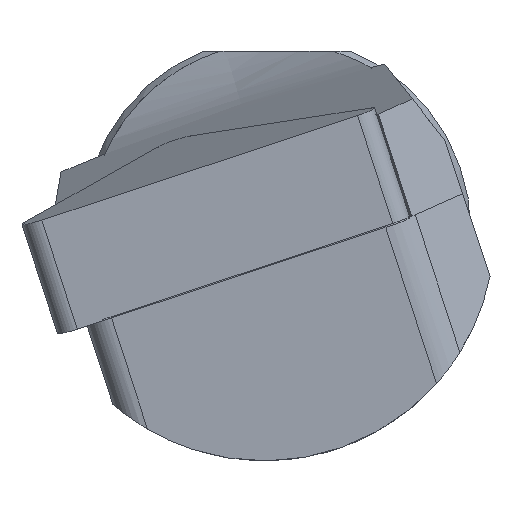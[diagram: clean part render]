
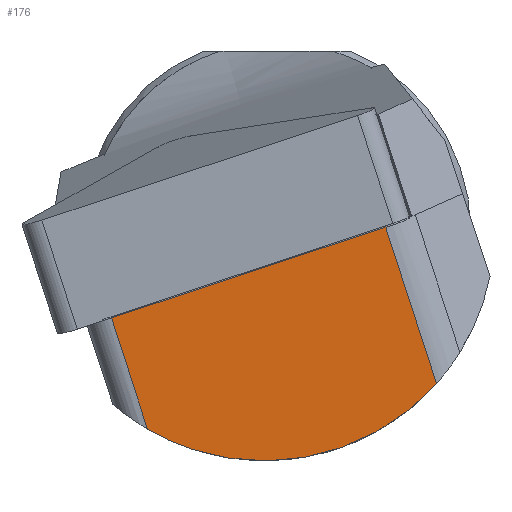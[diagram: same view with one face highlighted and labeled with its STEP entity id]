
A CAD part, left-side view. The second image highlights one B-rep face of the part: STEP entity #176.
In plain terms, the highlighted planar face has unit normal (-0.993, -0.08, -0.084).
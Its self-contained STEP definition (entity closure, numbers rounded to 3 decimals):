
#114=ELLIPSE('',#779,9.564,9.5);
#176=ADVANCED_FACE('',(#234),#202,.T.);
#202=PLANE('',#780);
#234=FACE_OUTER_BOUND('',#274,.T.);
#274=EDGE_LOOP('',(#476,#477,#478,#479));
#310=LINE('',#1419,#351);
#311=LINE('',#1421,#352);
#312=LINE('',#1425,#353);
#351=VECTOR('',#897,1.);
#352=VECTOR('',#900,1.);
#353=VECTOR('',#903,1.);
#476=ORIENTED_EDGE('',*,*,#689,.F.);
#477=ORIENTED_EDGE('',*,*,#688,.F.);
#478=ORIENTED_EDGE('',*,*,#690,.F.);
#479=ORIENTED_EDGE('',*,*,#691,.T.);
#607=VERTEX_POINT('',#1398);
#608=VERTEX_POINT('',#1418);
#609=VERTEX_POINT('',#1422);
#610=VERTEX_POINT('',#1424);
#688=EDGE_CURVE('',#608,#607,#310,.T.);
#689=EDGE_CURVE('',#607,#609,#311,.T.);
#690=EDGE_CURVE('',#610,#608,#114,.T.);
#691=EDGE_CURVE('',#610,#609,#312,.T.);
#779=AXIS2_PLACEMENT_3D('',#1423,#901,#902);
#780=AXIS2_PLACEMENT_3D('',#1426,#904,#905);
#897=DIRECTION('',(-0.105,0.307,0.946));
#900=DIRECTION('',(0.05,-0.948,0.314));
#901=DIRECTION('',(0.993,0.08,0.084));
#902=DIRECTION('',(-0.116,0.685,0.72));
#903=DIRECTION('',(-0.105,0.307,0.946));
#904=DIRECTION('',(-0.993,-0.08,-0.084));
#905=DIRECTION('',(-0.084,0.,0.996));
#1398=CARTESIAN_POINT('',(1.138,6.836,-3.554));
#1418=CARTESIAN_POINT('',(1.65,5.33,-8.189));
#1419=CARTESIAN_POINT('',(-20.827,71.415,195.2));
#1421=CARTESIAN_POINT('',(1.731,-4.477,0.188));
#1422=CARTESIAN_POINT('',(1.731,-4.477,0.188));
#1423=CARTESIAN_POINT('',(1.346,0.514,0.));
#1424=CARTESIAN_POINT('',(2.449,-6.588,-6.309));
#1425=CARTESIAN_POINT('',(-20.234,60.102,198.941));
#1426=CARTESIAN_POINT('',(-20.234,60.102,198.941));
